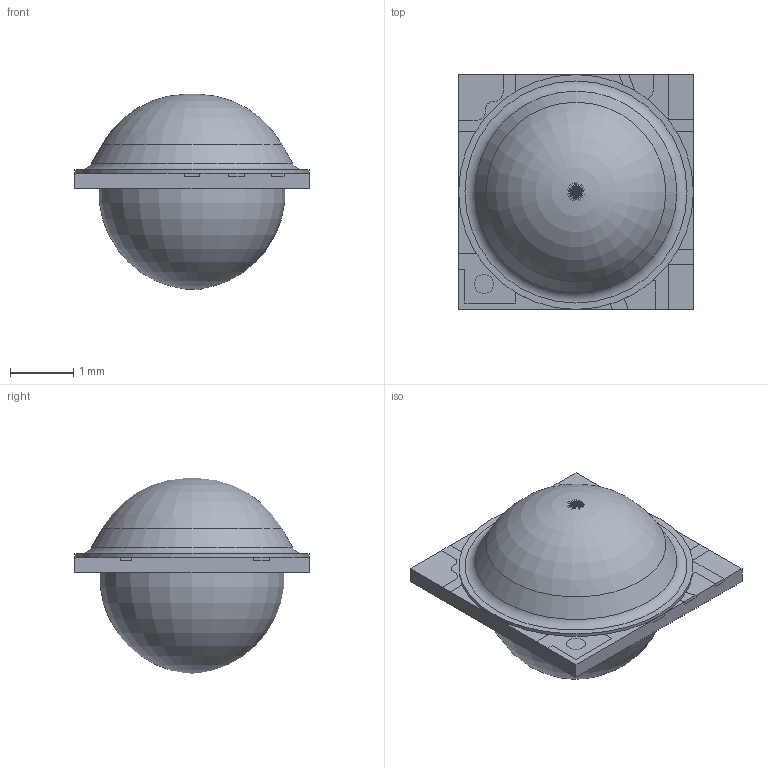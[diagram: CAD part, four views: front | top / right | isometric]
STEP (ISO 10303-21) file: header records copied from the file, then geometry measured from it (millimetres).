
FILE_DESCRIPTION(/* description */ ('Unknown'),/* implementation_level */ '2;1');
FILE_NAME(/* name */ 'WL-SIQW_3737',/* time_stamp */ '2020-05-18T12:25:36+02:00',/* author */ ('Unknown'),/* organization */ ('Unknown'),/* preprocessor_version */ 'ST-DEVELOPER v16.7',/* originating_system */ 'DEX',/* authorisation */ $);
FILE_SCHEMA (('AUTOMOTIVE_DESIGN {1 0 10303 214 3 1 1}'));
Length unit declared in the file: millimetre
Products named in the file (5): WL-SIQW_3737; Body; Pad; Dome; Pads
Assembly tree (4 placements, depth 2):
  WL-SIQW_3737
    Body
    Pad
    Dome
    Pads
Bounding box: 3.7 x 3.7 x 3.08 mm (x, y, z)
Volume: 10.9 mm3; surface area: 105.7 mm2
Topology: 12 solids, 12 shells, 219 faces, 549 edges, 362 vertices
Faces by surface type: plane 157, cylinder 54, torus 4, bspline 3, cone 1
Full cylindrical faces by diameter (mm): 0.025 x2, 0.1 x4, 0.3 x2, 2.5 x1, 3.7 x1
Entity records: 7558 total; most frequent: CARTESIAN_POINT 1321, DIRECTION 1085, ORIENTED_EDGE 1054, EDGE_CURVE 527, LINE 403, VECTOR 403, VERTEX_POINT 358, AXIS2_PLACEMENT_3D 341
